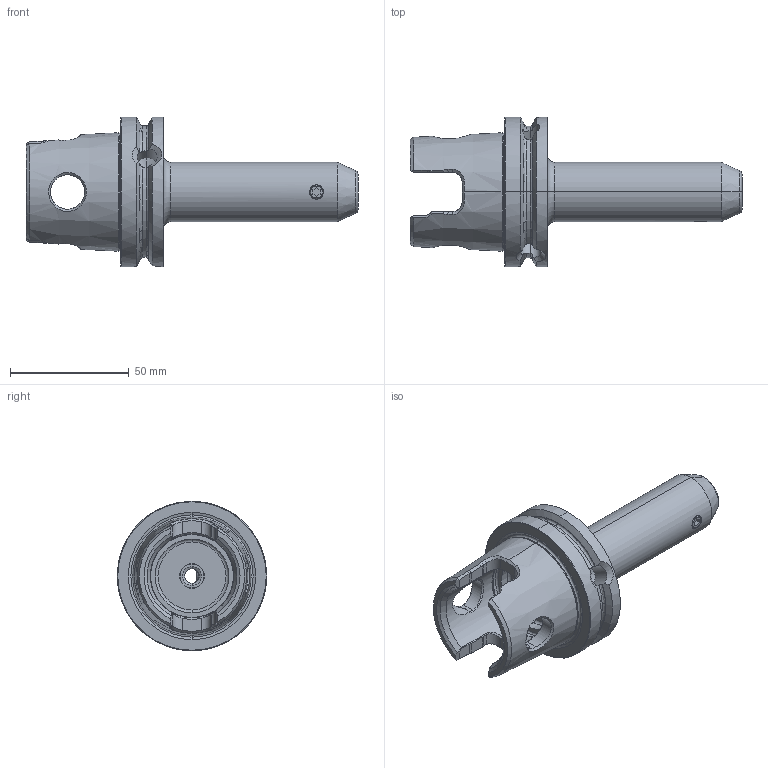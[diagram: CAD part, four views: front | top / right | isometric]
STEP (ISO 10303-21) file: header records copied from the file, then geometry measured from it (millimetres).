
FILE_DESCRIPTION (( 'STEP AP203' ), '1' );
FILE_NAME ('KY6.W06.K01.100.STEP', '2018-02-16T08:36:09', ( 'SWIAdmin' ), ( 'Hewlett-Packard Company' ), 'SwSTEP 2.0', 'SolidWorks 2017', '' );
FILE_SCHEMA (( 'CONFIG_CONTROL_DESIGN' ));
Length unit declared in the file: millimetre
Products named in the file (3): KY6-W06.K01.100_A; W06-ER1.001.010; KY6.W06.K01.100
Assembly tree (2 placements, depth 2):
  KY6.W06.K01.100
    KY6-W06.K01.100_A
    W06-ER1.001.010
Bounding box: 139.95 x 62.95 x 62.95 mm (x, y, z)
Volume: 114057.9 mm3; surface area: 28442.2 mm2
Topology: 2 solids, 2 shells, 235 faces, 595 edges, 363 vertices
Faces by surface type: cylinder 54, plane 54, bspline 52, cone 49, torus 26
Entity records: 10098 total; most frequent: CARTESIAN_POINT 4776, ORIENTED_EDGE 1174, DIRECTION 845, EDGE_CURVE 587, VERTEX_POINT 363, AXIS2_PLACEMENT_3D 346, B_SPLINE_CURVE_WITH_KNOTS 276, EDGE_LOOP 250
